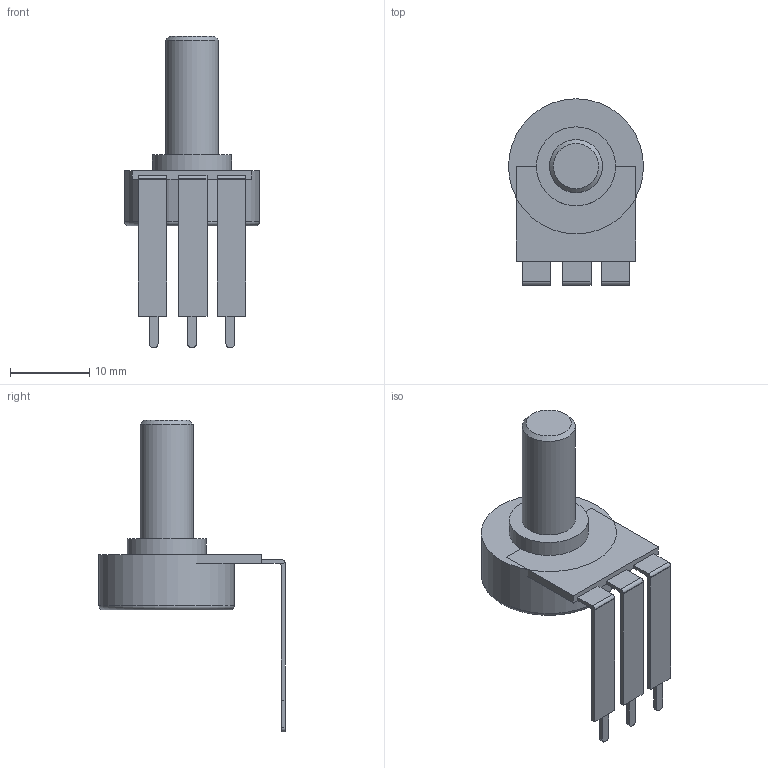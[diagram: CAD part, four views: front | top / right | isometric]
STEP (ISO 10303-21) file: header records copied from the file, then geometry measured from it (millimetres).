
FILE_DESCRIPTION(('FreeCAD Model'),'2;1');
FILE_NAME('potlongpinexport1.step', '2015-01-29T09:19:57',('FreeCAD'),('FreeCAD'), 'Open CASCADE STEP processor 6.5','FreeCAD','Unknown');
FILE_SCHEMA(('AUTOMOTIVE_DESIGN_CC2 { 1 2 10303 214 -1 1 5 4 }'));
Length unit declared in the file: millimetre
Products named in the file (2): Fillet003_(Solid); Fillet002_(Solid)
Bounding box: 17.1 x 23.55 x 39.44 mm (x, y, z)
Volume: 2602.8 mm3; surface area: 2150.1 mm2
Topology: 2 solids, 2 shells, 75 faces, 181 edges, 112 vertices
Faces by surface type: plane 58, cylinder 15, torus 1, cone 1
Full cylindrical faces by diameter (mm): 6.71 x1, 10 x1, 17.1 x1
Entity records: 5094 total; most frequent: CARTESIAN_POINT 843, DIRECTION 706, LINE 476, VECTOR 476, ORIENTED_EDGE 362, PCURVE 362, DEFINITIONAL_REPRESENTATION 362, EDGE_CURVE 181
